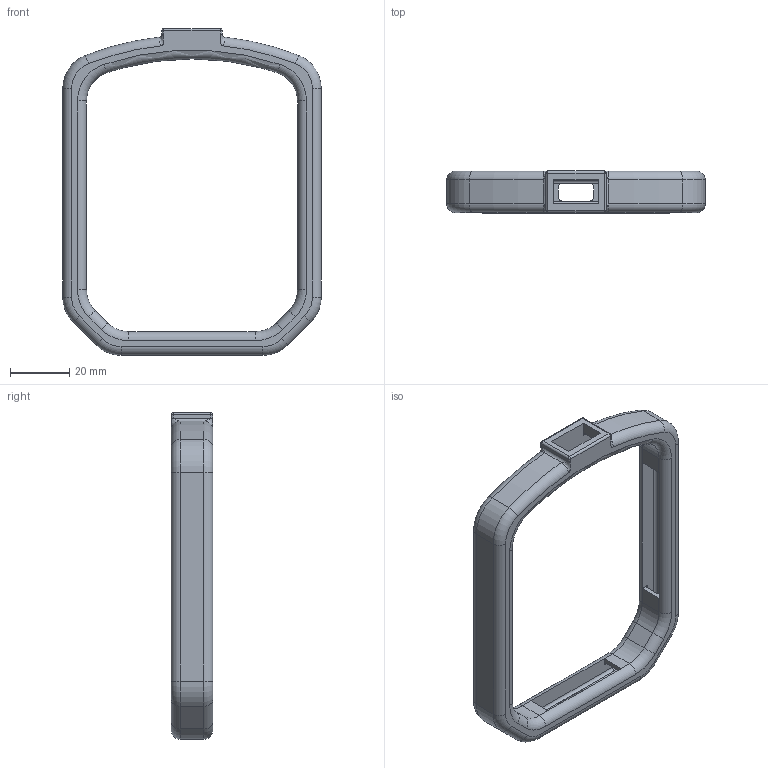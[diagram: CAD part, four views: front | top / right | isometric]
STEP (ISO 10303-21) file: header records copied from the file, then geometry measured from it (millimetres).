
FILE_DESCRIPTION(/* description */ (''),/* implementation_level */ '2;1');
FILE_NAME(/* name */ 'Petite Bague.step',/* time_stamp */ '2022-11-22T12:04:27+01:00',/* author */ (''),/* organization */ (''),/* preprocessor_version */ 'ST-DEVELOPER v19.2',/* originating_system */ 'Autodesk Translation Framework v11.17.0.187',/* authorisation */ '');
FILE_SCHEMA (('AUTOMOTIVE_DESIGN { 1 0 10303 214 3 1 1 }'));
Length unit declared in the file: millimetre
Products named in the file (1): Bague pt
Bounding box: 87.2 x 14 x 110.2 mm (x, y, z)
Volume: 19169.6 mm3; surface area: 18387.1 mm2
Topology: 1 solids, 1 shells, 211 faces, 532 edges, 316 vertices
Faces by surface type: cylinder 94, torus 62, plane 47, sphere 4, bspline 4
Full cylindrical faces by diameter (mm): 3.2 x2
Entity records: 7525 total; most frequent: CARTESIAN_POINT 2250, DIRECTION 1208, ORIENTED_EDGE 1064, EDGE_CURVE 532, AXIS2_PLACEMENT_3D 488, VERTEX_POINT 316, CIRCLE 280, LINE 232
